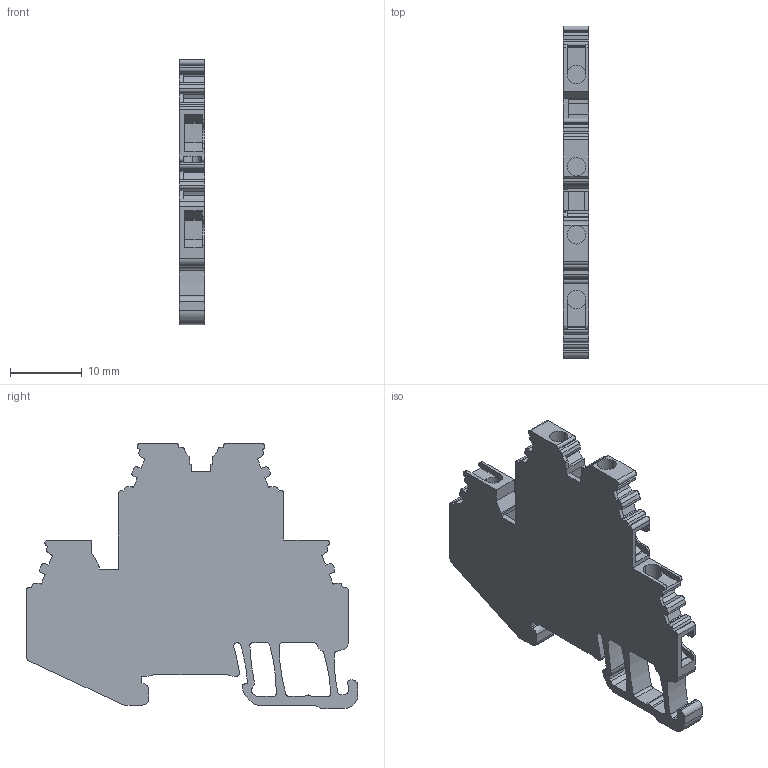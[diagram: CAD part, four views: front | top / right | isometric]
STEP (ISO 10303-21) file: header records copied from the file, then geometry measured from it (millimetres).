
FILE_DESCRIPTION(('CATIA V5 STEP Exchange','CAx-IF Rec.Pracs.--- Model Styling and Organization---1.4--- 2014-01-23'),'2;1');
FILE_NAME ('D1455512_0', '2020-02-13T13:23:56+00:00', ('none'), ('Weidmueller'), 'CATIA Version 5-6 Release 2016 SP3 HF44', 'CATIA V5 STEP AP214', 'none');
FILE_SCHEMA(('AUTOMOTIVE_DESIGN { 1 0 10303 214 1 1 1 1 }'));
Length unit declared in the file: millimetre
Products named in the file (1): 1754180000_WDK_1-5-R3-5_BL
Bounding box: 3.5 x 46.35 x 37.06 mm (x, y, z)
Volume: 3321 mm3; surface area: 3500.4 mm2
Topology: 1 solids, 1 shells, 359 faces, 1076 edges, 723 vertices
Faces by surface type: plane 227, cylinder 132
Entity records: 11608 total; most frequent: ORIENTED_EDGE 2152, CARTESIAN_POINT 2105, DIRECTION 1677, EDGE_CURVE 1076, VECTOR 793, LINE 793, VERTEX_POINT 723, AXIS2_PLACEMENT_3D 583
